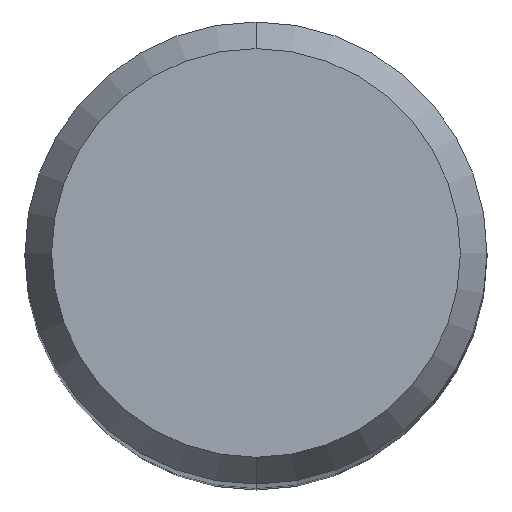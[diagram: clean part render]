
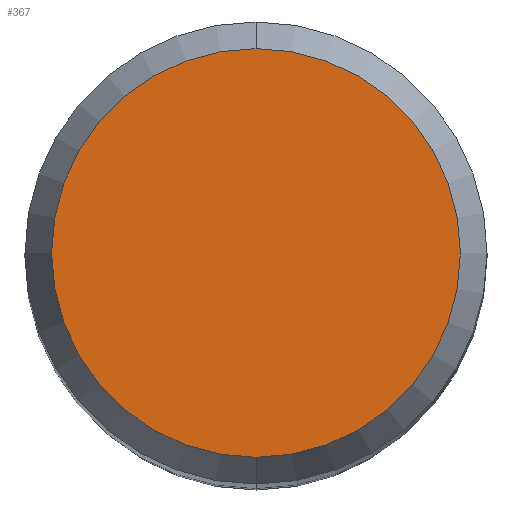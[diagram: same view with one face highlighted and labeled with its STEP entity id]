
A CAD part, top view. The second image highlights one B-rep face of the part: STEP entity #367.
In plain terms, the highlighted planar face has unit normal (0, 0, 1).
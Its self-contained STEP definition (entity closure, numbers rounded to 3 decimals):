
#221=VERTEX_POINT('',#514);
#327=EDGE_CURVE('',#369,#221,#627,.T.);
#363=EDGE_CURVE('',#221,#369,#668,.T.);
#367=ADVANCED_FACE('',(#672),#673,.T.);
#369=VERTEX_POINT('',#675);
#514=CARTESIAN_POINT('',(0.0,3.538,41.827));
#627=CIRCLE('',#1152,3.538);
#668=CIRCLE('',#1294,3.538);
#672=FACE_OUTER_BOUND('',#1300,.T.);
#673=PLANE('',#1301);
#675=CARTESIAN_POINT('',(0.,-3.538,41.827));
#1152=AXIS2_PLACEMENT_3D('',#1558,#1559,#1560);
#1294=AXIS2_PLACEMENT_3D('',#1611,#1612,#1613);
#1300=EDGE_LOOP('',(#1616,#1617));
#1301=AXIS2_PLACEMENT_3D('',#1618,#1619,#1620);
#1558=CARTESIAN_POINT('',(0.0,0.0,41.827));
#1559=DIRECTION('',(0.0,0.0,-1.0));
#1560=DIRECTION('',(0.0,1.0,0.0));
#1611=CARTESIAN_POINT('',(0.0,0.0,41.827));
#1612=DIRECTION('',(0.0,0.0,-1.0));
#1613=DIRECTION('',(0.0,1.0,0.0));
#1616=ORIENTED_EDGE('',*,*,#363,.F.);
#1617=ORIENTED_EDGE('',*,*,#327,.F.);
#1618=CARTESIAN_POINT('',(0.0,1.769,41.827));
#1619=DIRECTION('',(-0.0,0.0,1.0));
#1620=DIRECTION('',(0.0,-1.0,0.0));
